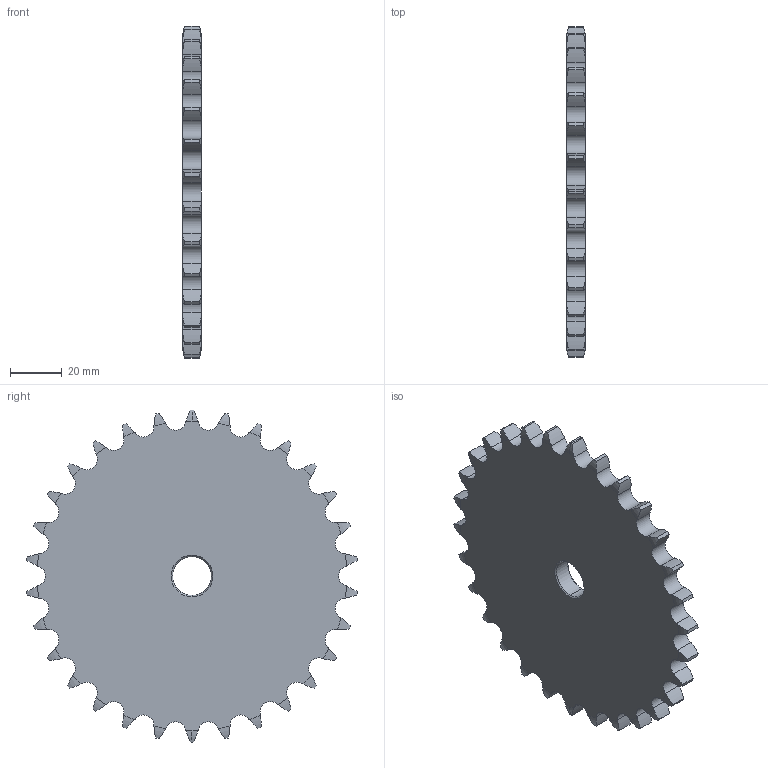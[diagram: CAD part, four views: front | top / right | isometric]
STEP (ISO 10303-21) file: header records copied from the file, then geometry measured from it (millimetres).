
FILE_DESCRIPTION(('starvars output'),'2;1');
FILE_NAME('cv20171126174715000021643.stp','17:47:16 2017/11/26',( 'Thomas Industrial Network Germany GmbH'),( 'Thomas Industrial Network Germany GmbH'),'unknown preprocess','ACIS' ,'unknown authorization');
FILE_SCHEMA(('AUTOMOTIVE_DESIGN_CC2 {UNKNOWN IMPLEMENTATION LEVEL}'));
Length unit declared in the file: millimetre
Products named in the file (1): PRODUCT_ID_1
Bounding box: 7.21 x 127.95 x 128.52 mm (x, y, z)
Volume: 78909.2 mm3; surface area: 26674.7 mm2
Topology: 1 solids, 1 shells, 194 faces, 568 edges, 376 vertices
Faces by surface type: cylinder 124, torus 64, cone 4, plane 2
Entity records: 7327 total; most frequent: CARTESIAN_POINT 1354, ORIENTED_EDGE 1136, DIRECTION 708, EDGE_CURVE 568, VERTEX_POINT 376, AXIS2_PLACEMENT_3D 290, EDGE_LOOP 196, FACE_BOUND 196
